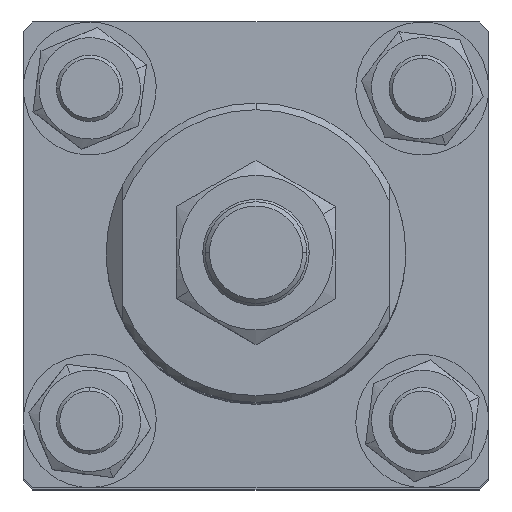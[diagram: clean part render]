
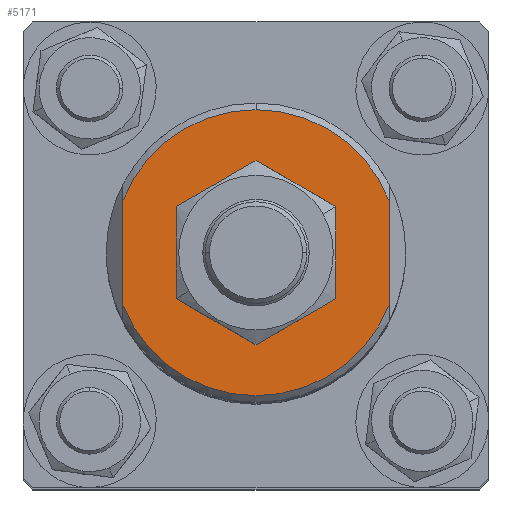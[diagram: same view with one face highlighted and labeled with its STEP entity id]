
A CAD part, top view. The second image highlights one B-rep face of the part: STEP entity #5171.
In plain terms, the highlighted face is planar.
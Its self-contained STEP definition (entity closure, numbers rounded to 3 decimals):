
#474 = CIRCLE ( 'NONE', #5385, 21.5 ) ;
#482 = CIRCLE ( 'NONE', #4251, 21.5 ) ;
#485 = LINE ( 'NONE', #7475, #487 ) ;
#487 = VECTOR ( 'NONE', #7477, 1000. ) ;
#501 = CIRCLE ( 'NONE', #4253, 8.25 ) ;
#584 = FACE_BOUND ( 'NONE', #6549, .T. ) ;
#602 = FACE_OUTER_BOUND ( 'NONE', #6547, .T. ) ;
#833 = CIRCLE ( 'NONE', #4504, 8.25 ) ;
#989 = CARTESIAN_POINT ( 'NONE',  ( 20., 45., 7.89 ) ) ;
#1010 = CARTESIAN_POINT ( 'NONE',  ( -20., 45., 7.89 ) ) ;
#1017 = CARTESIAN_POINT ( 'NONE',  ( 20., 45., -7.89 ) ) ;
#1041 = CARTESIAN_POINT ( 'NONE',  ( 0., 45., 0. ) ) ;
#1044 = PLANE ( 'NONE',  #4323 ) ;
#1046 = DIRECTION ( 'NONE',  ( 0., 1., 0. ) ) ;
#1047 = DIRECTION ( 'NONE',  ( 0., 0., 1. ) ) ;
#1877 = CIRCLE ( 'NONE', #4572, 21.5 ) ;
#1904 = LINE ( 'NONE', #5884, #1910 ) ;
#1910 = VECTOR ( 'NONE', #5900, 1000. ) ;
#3227 = VERTEX_POINT ( 'NONE', #989 ) ;
#3230 = VERTEX_POINT ( 'NONE', #1017 ) ;
#3236 = VERTEX_POINT ( 'NONE', #1010 ) ;
#4251 = AXIS2_PLACEMENT_3D ( 'NONE', #7484, #7485, #7486 ) ;
#4253 = AXIS2_PLACEMENT_3D ( 'NONE', #7519, #7520, #7521 ) ;
#4323 = AXIS2_PLACEMENT_3D ( 'NONE', #1041, #1046, #1047 ) ;
#4504 = AXIS2_PLACEMENT_3D ( 'NONE', #6383, #6384, #6385 ) ;
#4572 = AXIS2_PLACEMENT_3D ( 'NONE', #5834, #5836, #5838 ) ;
#5084 = EDGE_CURVE ( 'NONE', #8019, #6632, #474, .T. ) ;
#5090 = EDGE_CURVE ( 'NONE', #3236, #3227, #482, .T. ) ;
#5091 = EDGE_CURVE ( 'NONE', #3230, #3227, #485, .T. ) ;
#5103 = EDGE_CURVE ( 'NONE', #8017, #8029, #501, .T. ) ;
#5171 = ADVANCED_FACE ( 'NONE', ( #584, #602 ), #1044, .T. ) ;
#5385 = AXIS2_PLACEMENT_3D ( 'NONE', #7463, #7464, #7465 ) ;
#5478 = EDGE_CURVE ( 'NONE', #8029, #8017, #833, .T. ) ;
#5622 = EDGE_CURVE ( 'NONE', #3230, #8019, #1877, .T. ) ;
#5642 = EDGE_CURVE ( 'NONE', #6632, #3236, #1904, .T. ) ;
#5834 = CARTESIAN_POINT ( 'NONE',  ( 0., 45., 0. ) ) ;
#5836 = DIRECTION ( 'NONE',  ( 0., 1., 0. ) ) ;
#5838 = DIRECTION ( 'NONE',  ( 0., 0., 1. ) ) ;
#5884 = CARTESIAN_POINT ( 'NONE',  ( -20., 45., -12.5 ) ) ;
#5900 = DIRECTION ( 'NONE',  ( 0., 0., 1. ) ) ;
#6383 = CARTESIAN_POINT ( 'NONE',  ( 0., 45., 0. ) ) ;
#6384 = DIRECTION ( 'NONE',  ( 0., -1., 0. ) ) ;
#6385 = DIRECTION ( 'NONE',  ( 0., 0., 1. ) ) ;
#6547 = EDGE_LOOP ( 'NONE', ( #7781, #7800, #7750, #7807, #7809 ) ) ;
#6549 = EDGE_LOOP ( 'NONE', ( #7790, #7765 ) ) ;
#6632 = VERTEX_POINT ( 'NONE', #7289 ) ;
#7289 = CARTESIAN_POINT ( 'NONE',  ( -20., 45., -7.89 ) ) ;
#7377 = CARTESIAN_POINT ( 'NONE',  ( 0., 45., -21.5 ) ) ;
#7385 = CARTESIAN_POINT ( 'NONE',  ( 0., 45., -8.25 ) ) ;
#7396 = CARTESIAN_POINT ( 'NONE',  ( 0., 45., 8.25 ) ) ;
#7463 = CARTESIAN_POINT ( 'NONE',  ( 0., 45., 0. ) ) ;
#7464 = DIRECTION ( 'NONE',  ( 0., 1., 0. ) ) ;
#7465 = DIRECTION ( 'NONE',  ( 0., 0., 1. ) ) ;
#7475 = CARTESIAN_POINT ( 'NONE',  ( 20., 45., -12.5 ) ) ;
#7477 = DIRECTION ( 'NONE',  ( 0., 0., 1. ) ) ;
#7484 = CARTESIAN_POINT ( 'NONE',  ( 0., 45., 0. ) ) ;
#7485 = DIRECTION ( 'NONE',  ( 0., 1., 0. ) ) ;
#7486 = DIRECTION ( 'NONE',  ( 0., 0., 1. ) ) ;
#7519 = CARTESIAN_POINT ( 'NONE',  ( 0., 45., 0. ) ) ;
#7520 = DIRECTION ( 'NONE',  ( 0., -1., 0. ) ) ;
#7521 = DIRECTION ( 'NONE',  ( 0., 0., 1. ) ) ;
#7750 = ORIENTED_EDGE ( 'NONE', *, *, #5622, .T. ) ;
#7765 = ORIENTED_EDGE ( 'NONE', *, *, #5103, .T. ) ;
#7781 = ORIENTED_EDGE ( 'NONE', *, *, #5090, .T. ) ;
#7790 = ORIENTED_EDGE ( 'NONE', *, *, #5478, .T. ) ;
#7800 = ORIENTED_EDGE ( 'NONE', *, *, #5091, .F. ) ;
#7807 = ORIENTED_EDGE ( 'NONE', *, *, #5084, .T. ) ;
#7809 = ORIENTED_EDGE ( 'NONE', *, *, #5642, .T. ) ;
#8017 = VERTEX_POINT ( 'NONE', #7385 ) ;
#8019 = VERTEX_POINT ( 'NONE', #7377 ) ;
#8029 = VERTEX_POINT ( 'NONE', #7396 ) ;
